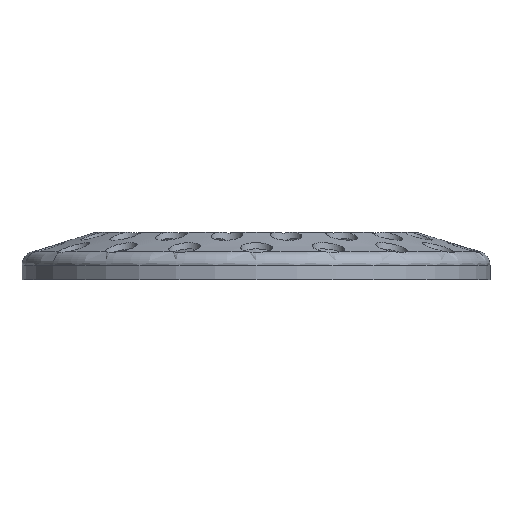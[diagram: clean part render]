
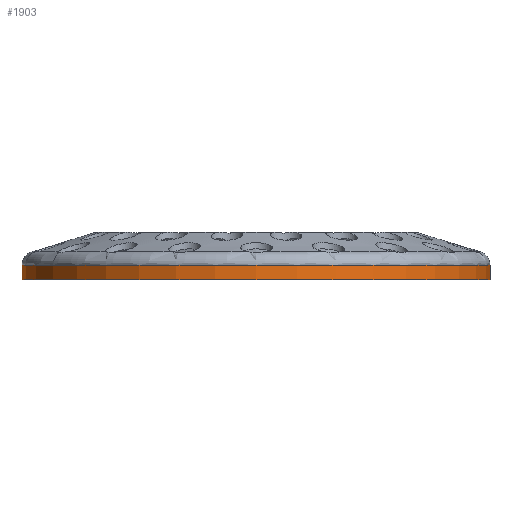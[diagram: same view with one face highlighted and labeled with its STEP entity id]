
A CAD part, front view. The second image highlights one B-rep face of the part: STEP entity #1903.
In plain terms, the highlighted cylindrical face has radius 590 mm (diameter 1180 mm), a full revolution.
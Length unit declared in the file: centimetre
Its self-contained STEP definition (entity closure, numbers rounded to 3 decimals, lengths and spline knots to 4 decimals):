
#66=CIRCLE('',#1991,59.);
#87=CIRCLE('',#2012,59.);
#112=CIRCLE('',#2044,59.);
#163=FACE_OUTER_BOUND('',#212,.T.);
#212=EDGE_LOOP('',(#1806,#1807,#1808,#1809,#1810));
#256=LINE('',#8237,#298);
#298=VECTOR('',#2364,59.);
#746=VERTEX_POINT('',#8170);
#747=VERTEX_POINT('',#8171);
#754=VERTEX_POINT('',#8235);
#1056=EDGE_CURVE('',#746,#747,#66,.T.);
#1077=EDGE_CURVE('',#747,#746,#87,.T.);
#1106=EDGE_CURVE('',#754,#754,#112,.T.);
#1107=EDGE_CURVE('',#754,#747,#256,.T.);
#1806=ORIENTED_EDGE('',*,*,#1106,.F.);
#1807=ORIENTED_EDGE('',*,*,#1107,.T.);
#1808=ORIENTED_EDGE('',*,*,#1077,.T.);
#1809=ORIENTED_EDGE('',*,*,#1056,.T.);
#1810=ORIENTED_EDGE('',*,*,#1107,.F.);
#1856=CYLINDRICAL_SURFACE('',#2043,59.);
#1903=ADVANCED_FACE('',(#163),#1856,.T.);
#1991=AXIS2_PLACEMENT_3D('',#8172,#2252,#2253);
#2012=AXIS2_PLACEMENT_3D('',#8194,#2294,#2295);
#2043=AXIS2_PLACEMENT_3D('',#8234,#2360,#2361);
#2044=AXIS2_PLACEMENT_3D('',#8236,#2362,#2363);
#2252=DIRECTION('center_axis',(0.,0.,-1.));
#2253=DIRECTION('ref_axis',(1.,0.,0.));
#2294=DIRECTION('center_axis',(0.,0.,-1.));
#2295=DIRECTION('ref_axis',(1.,0.,0.));
#2360=DIRECTION('center_axis',(0.,0.,-1.));
#2361=DIRECTION('ref_axis',(-1.,0.,0.));
#2362=DIRECTION('center_axis',(0.,0.,-1.));
#2363=DIRECTION('ref_axis',(1.,0.,0.));
#2364=DIRECTION('',(0.,0.,1.));
#8170=CARTESIAN_POINT('',(0.,-59.,3.7109));
#8171=CARTESIAN_POINT('',(59.,0.,3.7109));
#8172=CARTESIAN_POINT('Origin',(0.,0.,
3.7109));
#8194=CARTESIAN_POINT('Origin',(0.,0.,
3.7109));
#8234=CARTESIAN_POINT('Origin',(0.,0.,
1.8554));
#8235=CARTESIAN_POINT('',(59.,0.,0.));
#8236=CARTESIAN_POINT('Origin',(0.,0.,
0.));
#8237=CARTESIAN_POINT('',(59.,0.,1.8554));
